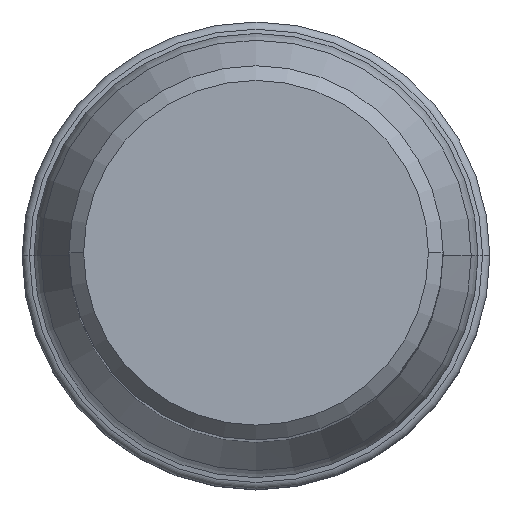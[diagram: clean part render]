
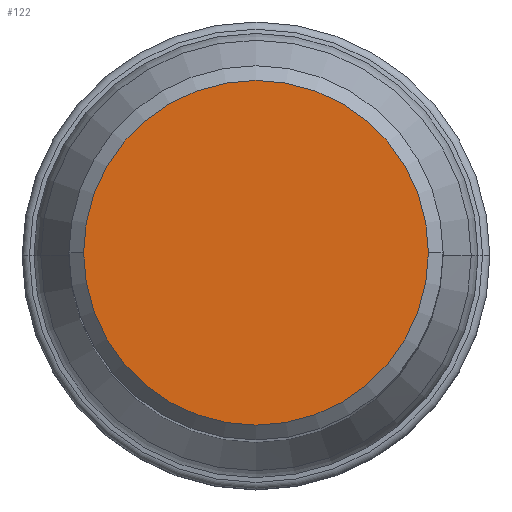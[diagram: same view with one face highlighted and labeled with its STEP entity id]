
A CAD part, top view. The second image highlights one B-rep face of the part: STEP entity #122.
In plain terms, the highlighted planar face has unit normal (0, 0, 1).
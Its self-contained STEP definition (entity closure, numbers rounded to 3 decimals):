
#30=PLANE('',#1211);
#122=ADVANCED_FACE('',(#213),#30,.F.);
#213=FACE_OUTER_BOUND('',#277,.T.);
#277=EDGE_LOOP('',(#465,#466,#467,#468));
#465=ORIENTED_EDGE('',*,*,#772,.F.);
#466=ORIENTED_EDGE('',*,*,#771,.F.);
#467=ORIENTED_EDGE('',*,*,#773,.F.);
#468=ORIENTED_EDGE('',*,*,#774,.F.);
#647=VERTEX_POINT('',#2499);
#648=VERTEX_POINT('',#2501);
#649=VERTEX_POINT('',#2503);
#650=VERTEX_POINT('',#2507);
#771=EDGE_CURVE('',#648,#649,#929,.T.);
#772=EDGE_CURVE('',#649,#647,#930,.T.);
#773=EDGE_CURVE('',#650,#648,#931,.T.);
#774=EDGE_CURVE('',#647,#650,#932,.T.);
#929=CIRCLE('',#1206,11.7);
#930=CIRCLE('',#1207,11.7);
#931=CIRCLE('',#1209,11.7);
#932=CIRCLE('',#1210,11.7);
#1206=AXIS2_PLACEMENT_3D('',#2502,#1434,#1435);
#1207=AXIS2_PLACEMENT_3D('',#2504,#1436,#1437);
#1209=AXIS2_PLACEMENT_3D('',#2506,#1440,#1441);
#1210=AXIS2_PLACEMENT_3D('',#2508,#1442,#1443);
#1211=AXIS2_PLACEMENT_3D('',#2509,#1444,#1445);
#1434=DIRECTION('',(0.,0.,-1.));
#1435=DIRECTION('',(-1.,0.,0.));
#1436=DIRECTION('',(0.,0.,-1.));
#1437=DIRECTION('',(0.,1.,0.));
#1440=DIRECTION('',(0.,0.,-1.));
#1441=DIRECTION('',(0.,-1.,0.));
#1442=DIRECTION('',(0.,0.,-1.));
#1443=DIRECTION('',(1.,0.,0.));
#1444=DIRECTION('',(0.,0.,-1.));
#1445=DIRECTION('',(1.,0.,0.));
#2499=CARTESIAN_POINT('',(11.7,0.,43.656));
#2501=CARTESIAN_POINT('',(-11.7,0.,43.656));
#2502=CARTESIAN_POINT('',(0.,0.,43.656));
#2503=CARTESIAN_POINT('',(0.,11.7,43.656));
#2504=CARTESIAN_POINT('',(0.,0.,43.656));
#2506=CARTESIAN_POINT('',(0.,0.,43.656));
#2507=CARTESIAN_POINT('',(0.,-11.7,43.656));
#2508=CARTESIAN_POINT('',(0.,0.,43.656));
#2509=CARTESIAN_POINT('',(0.,0.,43.656));
